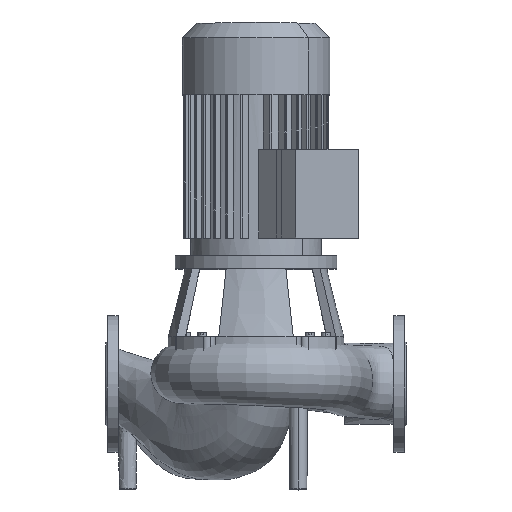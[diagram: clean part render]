
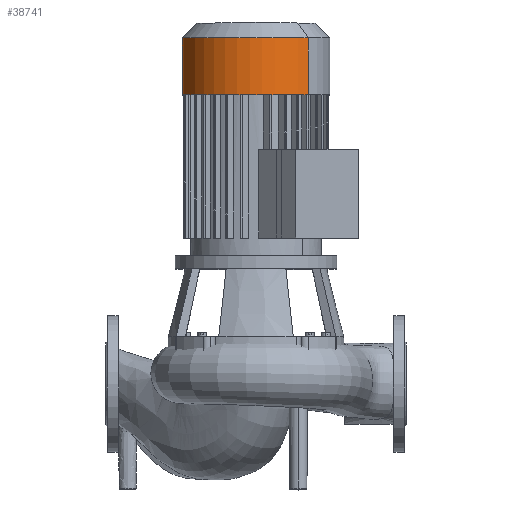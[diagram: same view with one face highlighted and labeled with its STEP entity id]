
A CAD part, top view. The second image highlights one B-rep face of the part: STEP entity #38741.
In plain terms, the highlighted cylindrical face has radius 108.5 mm (diameter 217 mm), a partial arc.
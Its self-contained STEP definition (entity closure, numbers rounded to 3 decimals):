
#34347=CARTESIAN_POINT('',(296.721,423.0,276.721));
#34348=VERTEX_POINT('',#34347);
#34349=CARTESIAN_POINT('',(296.721,506.3,276.721));
#34350=VERTEX_POINT('',#34349);
#34351=CARTESIAN_POINT('',(296.721,423.0,276.721));
#34352=DIRECTION('',(0.0,1.0,0.0));
#34353=VECTOR('',#34352,83.3);
#34354=LINE('',#34351,#34353);
#34355=EDGE_CURVE('',#34348,#34350,#34354,.T.);
#34357=CARTESIAN_POINT('',(143.279,423.0,123.279));
#34358=VERTEX_POINT('',#34357);
#34366=CARTESIAN_POINT('',(143.279,506.3,123.279));
#34367=VERTEX_POINT('',#34366);
#34368=CARTESIAN_POINT('',(143.279,423.0,123.279));
#34369=DIRECTION('',(0.0,1.0,0.0));
#34370=VECTOR('',#34369,83.3);
#34371=LINE('',#34368,#34370);
#34372=EDGE_CURVE('',#34358,#34367,#34371,.T.);
#37290=CARTESIAN_POINT('',(220.,423.0,200.0));
#37291=DIRECTION('',(0.0,1.,0.0));
#37292=DIRECTION('',(0.707,0.0,0.707));
#37293=AXIS2_PLACEMENT_3D('',#37290,#37291,#37292);
#37294=CIRCLE('',#37293,108.5);
#37295=EDGE_CURVE('',#34358,#34348,#37294,.T.);
#38720=CARTESIAN_POINT('',(220.,506.3,200.0));
#38721=DIRECTION('',(0.0,1.,0.0));
#38722=DIRECTION('',(0.707,0.0,0.707));
#38723=AXIS2_PLACEMENT_3D('',#38720,#38721,#38722);
#38724=CIRCLE('',#38723,108.5);
#38725=EDGE_CURVE('',#34367,#34350,#38724,.T.);
#38730=CARTESIAN_POINT('',(220.,528.0,200.0));
#38731=DIRECTION('',(0.0,-1.0,0.0));
#38732=DIRECTION('',(0.707,0.0,0.707));
#38733=AXIS2_PLACEMENT_3D('',#38730,#38731,#38732);
#38734=CYLINDRICAL_SURFACE('',#38733,108.5);
#38735=ORIENTED_EDGE('',*,*,#34355,.T.);
#38736=ORIENTED_EDGE('',*,*,#38725,.F.);
#38737=ORIENTED_EDGE('',*,*,#34372,.F.);
#38738=ORIENTED_EDGE('',*,*,#37295,.T.);
#38739=EDGE_LOOP('',(#38735,#38736,#38737,#38738));
#38740=FACE_OUTER_BOUND('',#38739,.T.);
#38741=ADVANCED_FACE('',(#38740),#38734,.T.);
